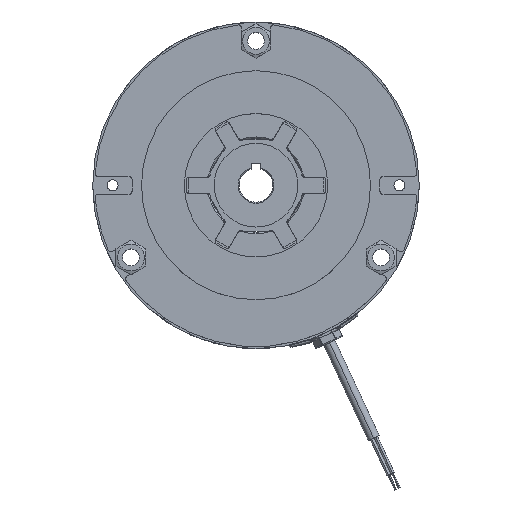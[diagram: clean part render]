
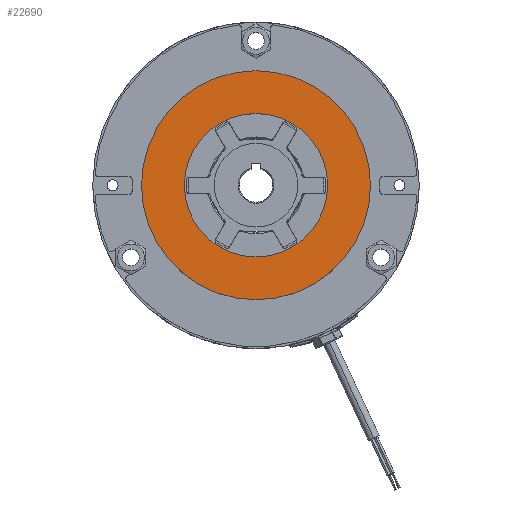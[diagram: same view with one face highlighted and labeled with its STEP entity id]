
A CAD part, top view. The second image highlights one B-rep face of the part: STEP entity #22690.
In plain terms, the highlighted planar face has unit normal (0, 0, 1).
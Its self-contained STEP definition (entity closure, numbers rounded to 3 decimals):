
#115 = CARTESIAN_POINT ( 'NONE',  ( 36., 0., 6. ) ) ;
#164 = EDGE_CURVE ( 'NONE', #13521, #23945, #11161, .T. ) ;
#776 = CARTESIAN_POINT ( 'NONE',  ( 57.5, 0., 6. ) ) ;
#1150 = AXIS2_PLACEMENT_3D ( 'NONE', #23358, #15529, #23104 ) ;
#2134 = EDGE_CURVE ( 'NONE', #23945, #13521, #22315, .T. ) ;
#2545 = CIRCLE ( 'NONE', #19723, 57.5 ) ;
#2614 = CIRCLE ( 'NONE', #10593, 57.5 ) ;
#2816 = ORIENTED_EDGE ( 'NONE', *, *, #14780, .F. ) ;
#3400 = FACE_BOUND ( 'NONE', #22455, .T. ) ;
#4000 = CARTESIAN_POINT ( 'NONE',  ( 0., 0., 6. ) ) ;
#5469 = DIRECTION ( 'NONE',  ( 0., 0., -1. ) ) ;
#5582 = DIRECTION ( 'NONE',  ( 0., 0., 1. ) ) ;
#5824 = DIRECTION ( 'NONE',  ( -1., 0., 0. ) ) ;
#6184 = CARTESIAN_POINT ( 'NONE',  ( -57.5, 0., 6. ) ) ;
#7337 = CARTESIAN_POINT ( 'NONE',  ( 0., 0., 6. ) ) ;
#8533 = AXIS2_PLACEMENT_3D ( 'NONE', #16814, #24399, #22139 ) ;
#9883 = DIRECTION ( 'NONE',  ( -1., 0., 0. ) ) ;
#9920 = ORIENTED_EDGE ( 'NONE', *, *, #24323, .F. ) ;
#10593 = AXIS2_PLACEMENT_3D ( 'NONE', #7337, #5469, #5824 ) ;
#11161 = CIRCLE ( 'NONE', #1150, 36. ) ;
#11235 = DIRECTION ( 'NONE',  ( 1., 0., 0. ) ) ;
#13066 = ORIENTED_EDGE ( 'NONE', *, *, #164, .F. ) ;
#13374 = EDGE_LOOP ( 'NONE', ( #9920, #2816 ) ) ;
#13521 = VERTEX_POINT ( 'NONE', #115 ) ;
#14780 = EDGE_CURVE ( 'NONE', #24124, #21050, #2545, .T. ) ;
#15529 = DIRECTION ( 'NONE',  ( 0., 0., 1. ) ) ;
#16814 = CARTESIAN_POINT ( 'NONE',  ( 0., 57.5, 6. ) ) ;
#17584 = AXIS2_PLACEMENT_3D ( 'NONE', #22838, #5582, #11235 ) ;
#19385 = DIRECTION ( 'NONE',  ( 0., 0., -1. ) ) ;
#19723 = AXIS2_PLACEMENT_3D ( 'NONE', #4000, #19385, #9883 ) ;
#20155 = PLANE ( 'NONE',  #8533 ) ;
#20682 = CARTESIAN_POINT ( 'NONE',  ( -36., 0., 6. ) ) ;
#21050 = VERTEX_POINT ( 'NONE', #6184 ) ;
#22025 = ORIENTED_EDGE ( 'NONE', *, *, #2134, .F. ) ;
#22139 = DIRECTION ( 'NONE',  ( 1., 0., 0. ) ) ;
#22315 = CIRCLE ( 'NONE', #17584, 36. ) ;
#22455 = EDGE_LOOP ( 'NONE', ( #22025, #13066 ) ) ;
#22515 = FACE_OUTER_BOUND ( 'NONE', #13374, .T. ) ;
#22690 = ADVANCED_FACE ( 'NONE', ( #22515, #3400 ), #20155, .T. ) ;
#22838 = CARTESIAN_POINT ( 'NONE',  ( 0., 0., 6. ) ) ;
#23104 = DIRECTION ( 'NONE',  ( 1., 0., 0. ) ) ;
#23358 = CARTESIAN_POINT ( 'NONE',  ( 0., 0., 6. ) ) ;
#23945 = VERTEX_POINT ( 'NONE', #20682 ) ;
#24124 = VERTEX_POINT ( 'NONE', #776 ) ;
#24323 = EDGE_CURVE ( 'NONE', #21050, #24124, #2614, .T. ) ;
#24399 = DIRECTION ( 'NONE',  ( 0., 0., 1. ) ) ;
